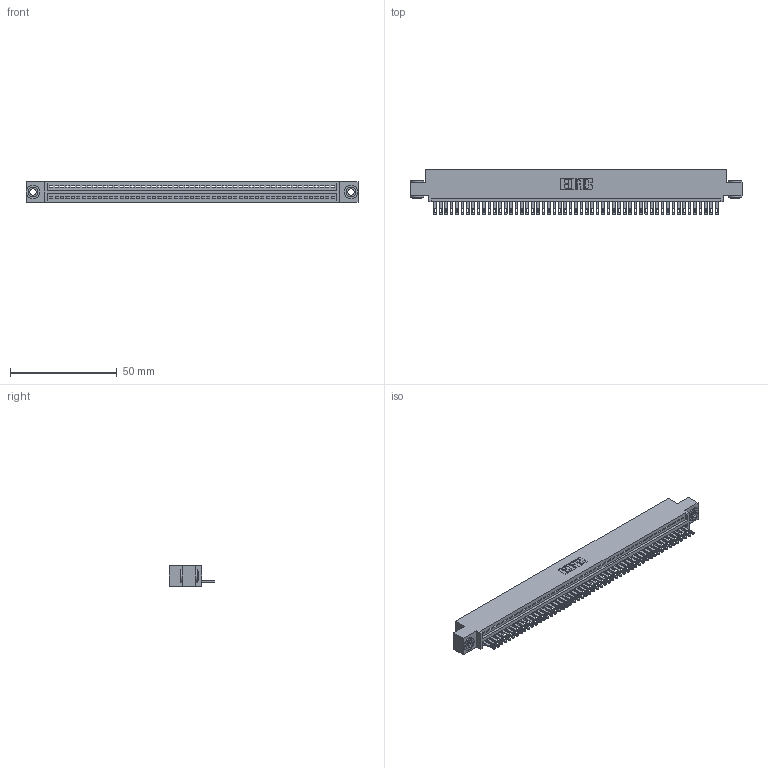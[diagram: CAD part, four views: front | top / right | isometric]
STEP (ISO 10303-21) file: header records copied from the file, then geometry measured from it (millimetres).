
FILE_DESCRIPTION (( 'STEP AP203' ), '1' );
FILE_NAME ('345-053-500-403.STEP', '2019-10-09T19:50:30', ( '' ), ( '' ), 'SwSTEP 2.0', 'SolidWorks 2016', '' );
FILE_SCHEMA (( 'CONFIG_CONTROL_DESIGN' ));
Length unit declared in the file: inch
Products named in the file (4): 345-250-002_345-250-002-102; 345-292-001_345-293-100; 345-053-500-403; 345 Part_0.110 Offset - 0.156 Dia-TH
Assembly tree (56 placements, depth 2):
  345-053-500-403
    345 Part_0.110 Offset - 0.156 Dia-TH
    345-292-001_345-293-100  x53
    345-250-002_345-250-002-102  x2
Bounding box: 155.83 x 21.51 x 9.4 mm (x, y, z)
Volume: 14869.7 mm3; surface area: 20325.4 mm2
Topology: 56 solids, 56 shells, 3030 faces, 9333 edges, 6218 vertices
Faces by surface type: plane 1896, cylinder 1126, cone 8
Entity records: 39120 total; most frequent: CARTESIAN_POINT 6754, ORIENTED_EDGE 6734, DIRECTION 5915, EDGE_CURVE 3367, LINE 2995, VECTOR 2995, VERTEX_POINT 2242, AXIS2_PLACEMENT_3D 1460
